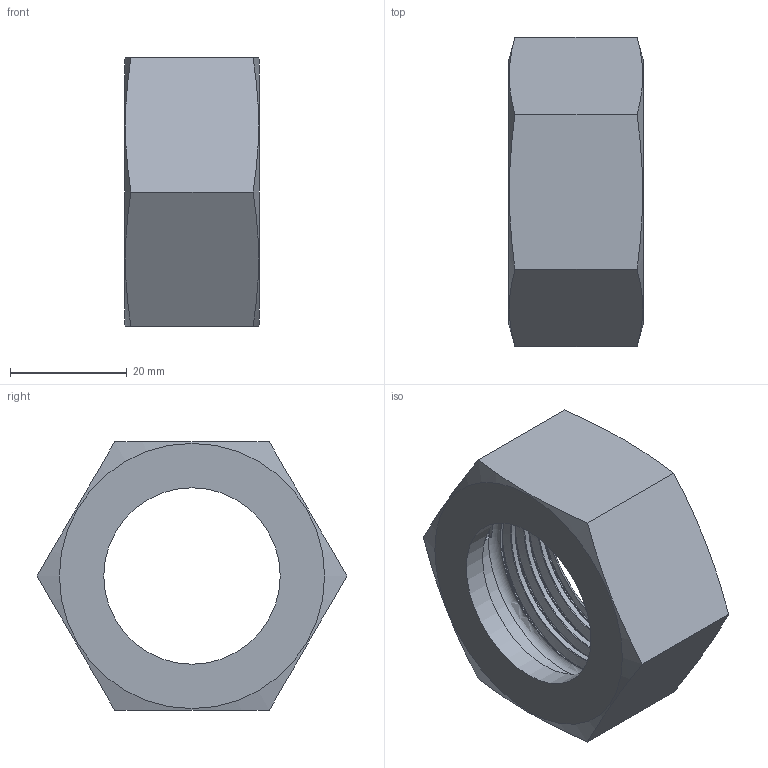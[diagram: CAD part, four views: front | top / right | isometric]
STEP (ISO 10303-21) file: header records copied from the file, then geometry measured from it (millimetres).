
FILE_DESCRIPTION(/* description */ (''),/* implementation_level */ '2;1');
FILE_NAME(/* name */ '13H-1.stp',/* time_stamp */ '2022-12-27T10:58:32-05:00',/* author */ ('ken'),/* organization */ (''),/* preprocessor_version */ 'ST-DEVELOPER v18.1',/* originating_system */ 'Autodesk Inventor 2020',/* authorisation */ '');
FILE_SCHEMA (('AUTOMOTIVE_DESIGN { 1 0 10303 214 3 1 1 }'));
Length unit declared in the file: inch
Products named in the file (1): 13H-1
Bounding box: 23.01 x 53.14 x 46.02 mm (x, y, z)
Volume: 19239.2 mm3; surface area: 9499.1 mm2
Topology: 1 solids, 1 shells, 35 faces, 99 edges, 67 vertices
Faces by surface type: cylinder 13, plane 10, bspline 6, cone 4, torus 2
Full cylindrical faces by diameter (mm): 30.277 x1, 34.341 x3, 37.135 x1, 38.024 x4
Entity records: 3513 total; most frequent: CARTESIAN_POINT 2650, ORIENTED_EDGE 200, DIRECTION 134, EDGE_CURVE 100, VERTEX_POINT 68, AXIS2_PLACEMENT_3D 54, EDGE_LOOP 38, B_SPLINE_CURVE_WITH_KNOTS 38
